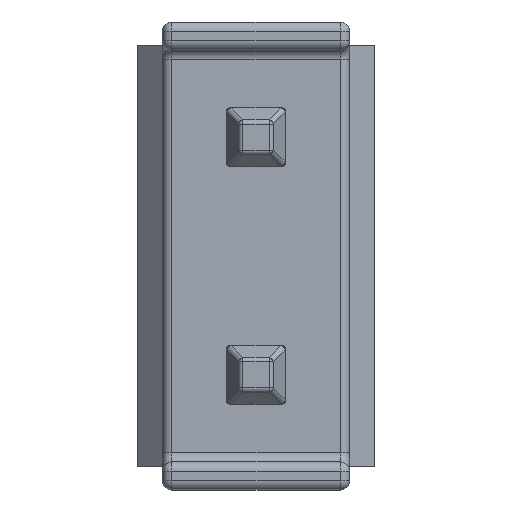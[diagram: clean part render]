
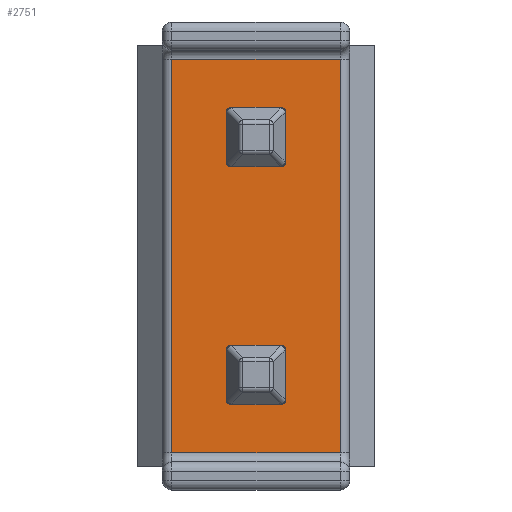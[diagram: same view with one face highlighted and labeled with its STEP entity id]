
A CAD part, front view. The second image highlights one B-rep face of the part: STEP entity #2751.
In plain terms, the highlighted planar face has unit normal (0, -1, 0).
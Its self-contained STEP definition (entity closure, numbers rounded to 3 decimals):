
#157 = EDGE_CURVE ( 'NONE', #1776, #5567, #722, .T. ) ;
#206 = EDGE_LOOP ( 'NONE', ( #4096, #1231, #471, #4486 ) ) ;
#219 = PLANE ( 'NONE',  #3167 ) ;
#230 = EDGE_CURVE ( 'NONE', #3806, #1776, #5206, .T. ) ;
#313 = CARTESIAN_POINT ( 'NONE',  ( 0.9, -2.3, -2.1 ) ) ;
#471 = ORIENTED_EDGE ( 'NONE', *, *, #157, .T. ) ;
#649 = DIRECTION ( 'NONE',  ( 0., 0., 1. ) ) ;
#658 = VECTOR ( 'NONE', #5679, 1000. ) ;
#722 = LINE ( 'NONE', #4058, #5338 ) ;
#1231 = ORIENTED_EDGE ( 'NONE', *, *, #230, .T. ) ;
#1776 = VERTEX_POINT ( 'NONE', #3239 ) ;
#2266 = EDGE_CURVE ( 'NONE', #5567, #3261, #4049, .T. ) ;
#2420 = CARTESIAN_POINT ( 'NONE',  ( 0., -2.3, 0. ) ) ;
#2426 = EDGE_CURVE ( 'NONE', #3261, #3806, #3838, .T. ) ;
#2534 = CARTESIAN_POINT ( 'NONE',  ( 0.9, -2.3, 2.2 ) ) ;
#2694 = CARTESIAN_POINT ( 'NONE',  ( 0.9, -2.3, 2.1 ) ) ;
#2738 = CARTESIAN_POINT ( 'NONE',  ( -0.9, -2.3, -2.2 ) ) ;
#2751 = ADVANCED_FACE ( 'NONE', ( #5549 ), #219, .F. ) ;
#3167 = AXIS2_PLACEMENT_3D ( 'NONE', #2420, #4638, #649 ) ;
#3179 = DIRECTION ( 'NONE',  ( 0., 0., -1. ) ) ;
#3239 = CARTESIAN_POINT ( 'NONE',  ( -0.9, -2.3, -2.1 ) ) ;
#3261 = VERTEX_POINT ( 'NONE', #2694 ) ;
#3473 = DIRECTION ( 'NONE',  ( -1., 0., 0. ) ) ;
#3806 = VERTEX_POINT ( 'NONE', #5070 ) ;
#3838 = LINE ( 'NONE', #5714, #4903 ) ;
#4049 = LINE ( 'NONE', #2534, #658 ) ;
#4058 = CARTESIAN_POINT ( 'NONE',  ( 1., -2.3, -2.1 ) ) ;
#4096 = ORIENTED_EDGE ( 'NONE', *, *, #2426, .T. ) ;
#4486 = ORIENTED_EDGE ( 'NONE', *, *, #2266, .T. ) ;
#4638 = DIRECTION ( 'NONE',  ( 0., 1., 0. ) ) ;
#4903 = VECTOR ( 'NONE', #3473, 1000. ) ;
#5056 = VECTOR ( 'NONE', #3179, 1000. ) ;
#5070 = CARTESIAN_POINT ( 'NONE',  ( -0.9, -2.3, 2.1 ) ) ;
#5206 = LINE ( 'NONE', #2738, #5056 ) ;
#5338 = VECTOR ( 'NONE', #5447, 1000. ) ;
#5447 = DIRECTION ( 'NONE',  ( 1., 0., 0. ) ) ;
#5549 = FACE_OUTER_BOUND ( 'NONE', #206, .T. ) ;
#5567 = VERTEX_POINT ( 'NONE', #313 ) ;
#5679 = DIRECTION ( 'NONE',  ( 0., 0., 1. ) ) ;
#5714 = CARTESIAN_POINT ( 'NONE',  ( -1., -2.3, 2.1 ) ) ;
